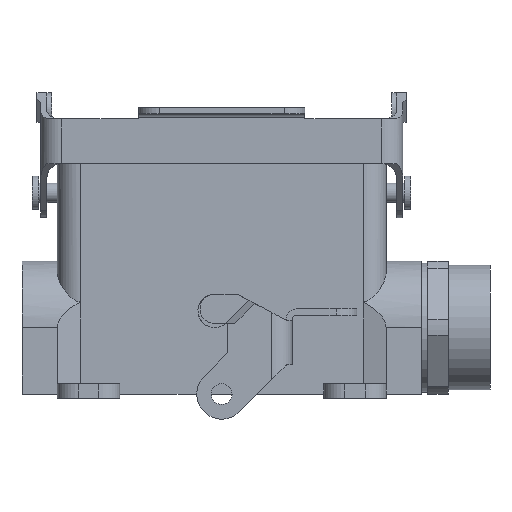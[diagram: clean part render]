
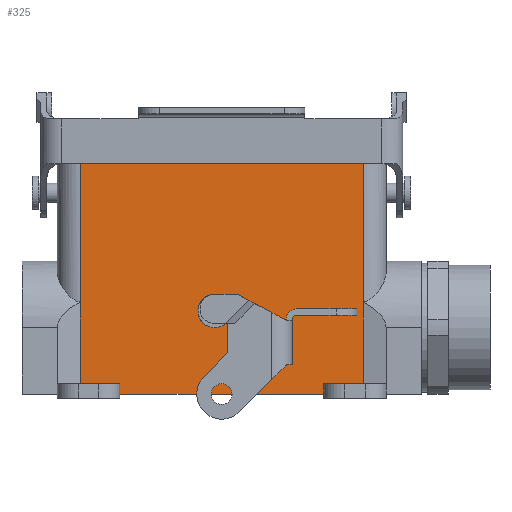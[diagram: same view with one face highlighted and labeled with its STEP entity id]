
A CAD part, front view. The second image highlights one B-rep face of the part: STEP entity #325.
In plain terms, the highlighted planar face has unit normal (0, -1, 0).
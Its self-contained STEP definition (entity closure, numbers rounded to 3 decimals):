
#325 = ADVANCED_FACE( '', ( #773 ), #774, .T. );
#773 = FACE_OUTER_BOUND( '', #1375, .T. );
#774 = PLANE( '', #1376 );
#1375 = EDGE_LOOP( '', ( #2268, #2269, #2270, #2271, #2272, #2273, #2274, #2275, #2276, #2277 ) );
#1376 = AXIS2_PLACEMENT_3D( '', #2278, #2279, #2280 );
#2268 = ORIENTED_EDGE( '', *, *, #3683, .T. );
#2269 = ORIENTED_EDGE( '', *, *, #3623, .F. );
#2270 = ORIENTED_EDGE( '', *, *, #3684, .T. );
#2271 = ORIENTED_EDGE( '', *, *, #3593, .F. );
#2272 = ORIENTED_EDGE( '', *, *, #3685, .F. );
#2273 = ORIENTED_EDGE( '', *, *, #3686, .T. );
#2274 = ORIENTED_EDGE( '', *, *, #3687, .F. );
#2275 = ORIENTED_EDGE( '', *, *, #3661, .F. );
#2276 = ORIENTED_EDGE( '', *, *, #3688, .F. );
#2277 = ORIENTED_EDGE( '', *, *, #3689, .T. );
#2278 = CARTESIAN_POINT( '', ( -34., -14.75, 56. ) );
#2279 = DIRECTION( '', ( 0., -1., 0. ) );
#2280 = DIRECTION( '', ( 0., 0., 1. ) );
#3593 = EDGE_CURVE( '', #4357, #4359, #4360, .T. );
#3623 = EDGE_CURVE( '', #4406, #4408, #4409, .T. );
#3661 = EDGE_CURVE( '', #4467, #4184, #4469, .T. );
#3683 = EDGE_CURVE( '', #4503, #4408, #4504, .T. );
#3684 = EDGE_CURVE( '', #4406, #4359, #4505, .T. );
#3685 = EDGE_CURVE( '', #4506, #4357, #4507, .T. );
#3686 = EDGE_CURVE( '', #4506, #4508, #4509, .T. );
#3687 = EDGE_CURVE( '', #4184, #4508, #4510, .T. );
#3688 = EDGE_CURVE( '', #4511, #4467, #4512, .T. );
#3689 = EDGE_CURVE( '', #4511, #4503, #4513, .T. );
#4184 = VERTEX_POINT( '', #5192 );
#4357 = VERTEX_POINT( '', #5448 );
#4359 = VERTEX_POINT( '', #5451 );
#4360 = LINE( '', #5452, #5453 );
#4406 = VERTEX_POINT( '', #5532 );
#4408 = VERTEX_POINT( '', #5535 );
#4409 = LINE( '', #5536, #5537 );
#4467 = VERTEX_POINT( '', #5630 );
#4469 = LINE( '', #5632, #5633 );
#4503 = VERTEX_POINT( '', #5679 );
#4504 = LINE( '', #5680, #5681 );
#4505 = LINE( '', #5682, #5683 );
#4506 = VERTEX_POINT( '', #5684 );
#4507 = LINE( '', #5685, #5686 );
#4508 = VERTEX_POINT( '', #5687 );
#4509 = LINE( '', #5688, #5689 );
#4510 = LINE( '', #5690, #5691 );
#4511 = VERTEX_POINT( '', #5692 );
#4512 = LINE( '', #5693, #5694 );
#4513 = LINE( '', #5695, #5696 );
#5192 = CARTESIAN_POINT( '', ( 34., -14.75, 22.2 ) );
#5448 = CARTESIAN_POINT( '', ( 24.5, -14.75, 0. ) );
#5451 = CARTESIAN_POINT( '', ( -24.5, -14.75, 0. ) );
#5452 = CARTESIAN_POINT( '', ( 0., -14.75, 0. ) );
#5453 = VECTOR( '', #6589, 1000. );
#5532 = CARTESIAN_POINT( '', ( -24.5, -14.75, 2.5 ) );
#5535 = CARTESIAN_POINT( '', ( -34., -14.75, 2.5 ) );
#5536 = CARTESIAN_POINT( '', ( -34., -14.75, 2.5 ) );
#5537 = VECTOR( '', #6621, 1000. );
#5630 = CARTESIAN_POINT( '', ( 34., -14.75, 56. ) );
#5632 = CARTESIAN_POINT( '', ( 34., -14.75, 56. ) );
#5633 = VECTOR( '', #6669, 1000. );
#5679 = CARTESIAN_POINT( '', ( -34., -14.75, 22.2 ) );
#5680 = CARTESIAN_POINT( '', ( -34., -14.75, 75.472 ) );
#5681 = VECTOR( '', #6694, 1000. );
#5682 = CARTESIAN_POINT( '', ( -24.5, -14.75, 56. ) );
#5683 = VECTOR( '', #6695, 1000. );
#5684 = CARTESIAN_POINT( '', ( 24.5, -14.75, 2.5 ) );
#5685 = CARTESIAN_POINT( '', ( 24.5, -14.75, 56. ) );
#5686 = VECTOR( '', #6696, 1000. );
#5687 = CARTESIAN_POINT( '', ( 34., -14.75, 2.5 ) );
#5688 = CARTESIAN_POINT( '', ( 34., -14.75, 2.5 ) );
#5689 = VECTOR( '', #6697, 1000. );
#5690 = CARTESIAN_POINT( '', ( 34., -14.75, 75.472 ) );
#5691 = VECTOR( '', #6698, 1000. );
#5692 = CARTESIAN_POINT( '', ( -34., -14.75, 56. ) );
#5693 = CARTESIAN_POINT( '', ( -34., -14.75, 56. ) );
#5694 = VECTOR( '', #6699, 1000. );
#5695 = CARTESIAN_POINT( '', ( -34., -14.75, 56. ) );
#5696 = VECTOR( '', #6700, 1000. );
#6589 = DIRECTION( '', ( -1., 0., 0. ) );
#6621 = DIRECTION( '', ( -1., 0., 0. ) );
#6669 = DIRECTION( '', ( 0., 0., -1. ) );
#6694 = DIRECTION( '', ( 0., 0., -1. ) );
#6695 = DIRECTION( '', ( 0., 0., -1. ) );
#6696 = DIRECTION( '', ( 0., 0., -1. ) );
#6697 = DIRECTION( '', ( 1., 0., 0. ) );
#6698 = DIRECTION( '', ( 0., 0., -1. ) );
#6699 = DIRECTION( '', ( 1., 0., 0. ) );
#6700 = DIRECTION( '', ( 0., 0., -1. ) );
